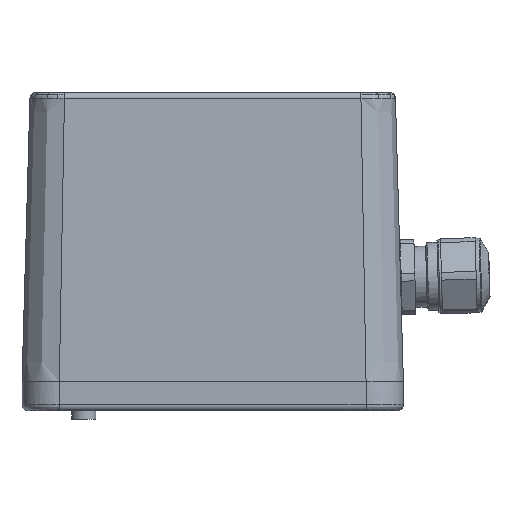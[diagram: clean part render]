
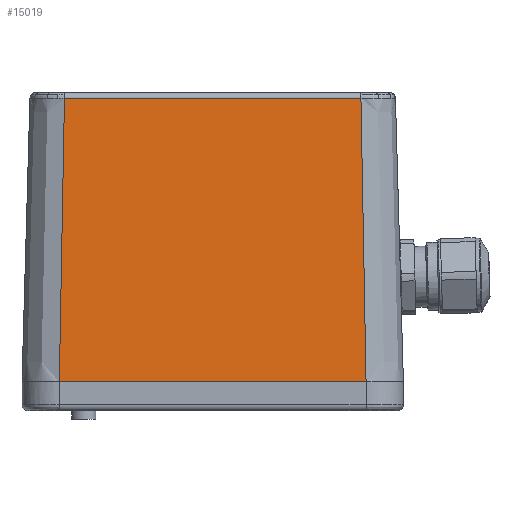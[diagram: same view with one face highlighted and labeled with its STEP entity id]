
A CAD part, front view. The second image highlights one B-rep face of the part: STEP entity #15019.
In plain terms, the highlighted planar face has unit normal (0, -1, 0.028).
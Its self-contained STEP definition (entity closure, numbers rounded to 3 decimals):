
#644=PLANE($,#16628);
#2170=FACE_OUTER_BOUND($,#3135,.T.);
#3135=EDGE_LOOP($,(#11533,#11534,#11535,#11536));
#4250=LINE($,#29610,#4929);
#4255=LINE($,#29823,#4934);
#4256=LINE($,#29826,#4935);
#4257=LINE($,#29827,#4936);
#4929=VECTOR($,#19628,51.311);
#4934=VECTOR($,#19661,49.085);
#4935=VECTOR($,#19664,53.077);
#4936=VECTOR($,#19665,49.085);
#6236=VERTEX_POINT($,#23455);
#6561=VERTEX_POINT($,#25492);
#6870=VERTEX_POINT($,#29810);
#6872=VERTEX_POINT($,#29825);
#8685=EDGE_CURVE($,#6236,#6561,#4250,.T.);
#8696=EDGE_CURVE($,#6561,#6870,#4255,.T.);
#8697=EDGE_CURVE($,#6872,#6870,#4256,.T.);
#8698=EDGE_CURVE($,#6236,#6872,#4257,.T.);
#11533=ORIENTED_EDGE($,*,*,#8697,.T.);
#11534=ORIENTED_EDGE($,*,*,#8696,.F.);
#11535=ORIENTED_EDGE($,*,*,#8685,.F.);
#11536=ORIENTED_EDGE($,*,*,#8698,.T.);
#15019=ADVANCED_FACE($,(#2170),#644,.T.);
#16628=AXIS2_PLACEMENT_3D($,#29824,#19662,#19663);
#19628=DIRECTION($,(1.,0.,0.));
#19661=DIRECTION($,(0.018,-0.028,-0.999));
#19662=DIRECTION('center_axis',(0.,-1.,
0.028));
#19663=DIRECTION('ref_axis',(0.,-0.028,-1.));
#19664=DIRECTION($,(1.,0.,0.));
#19665=DIRECTION($,(-0.018,-0.028,-0.999));
#23455=CARTESIAN_POINT('',(-25.655,-56.571,49.058));
#25492=CARTESIAN_POINT('',(25.655,-56.571,49.058));
#29610=CARTESIAN_POINT($,(28.221,-56.571,49.058));
#29810=CARTESIAN_POINT('',(26.538,-57.941,0.));
#29823=CARTESIAN_POINT($,(26.098,-57.257,24.492));
#29824=CARTESIAN_POINT('Origin',(-0.441,-57.257,24.504));
#29825=CARTESIAN_POINT('',(-26.538,-57.941,0.));
#29826=CARTESIAN_POINT($,(-0.441,-57.941,0.));
#29827=CARTESIAN_POINT($,(-25.655,-56.571,49.058));
